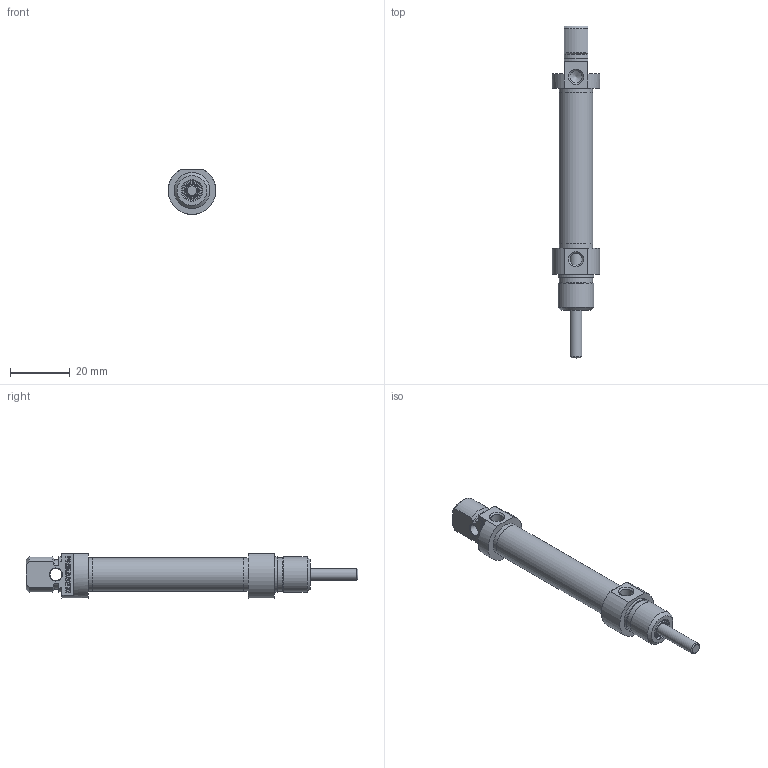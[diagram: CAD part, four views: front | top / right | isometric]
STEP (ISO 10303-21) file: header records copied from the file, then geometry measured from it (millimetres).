
FILE_DESCRIPTION( ( 'STEP AP214' ), '1' );
FILE_NAME( 'M-10-1000.stp', ' ', ( ' ' ), ( ' ' ), ' ', ' ', ' ' );
FILE_SCHEMA (('AUTOMOTIVE_DESIGN { 1 0 10303 214 3 1 1 }'));
Length unit declared in the file: centimetre
Products named in the file (1): (Unsaved)
Bounding box: 16 x 111 x 15 mm (x, y, z)
Volume: 7226.8 mm3; surface area: 7789.3 mm2
Topology: 4 solids, 4 shells, 518 faces, 1403 edges, 930 vertices
Faces by surface type: bspline 246, plane 214, cylinder 28, cone 23, torus 7
Full cylindrical faces by diameter (mm): 3 x1, 4 x2, 4.134 x2, 4.426 x1, 4.7 x1, 6.5 x1, 6.6 x1, 6.7 x1, 8.1 x1, 8.2 x1, 10 x1, 11.2 x3, 11.27 x1, 12 x2
Entity records: 18234 total; most frequent: CARTESIAN_POINT 7042, ORIENTED_EDGE 2696, DIRECTION 1478, EDGE_CURVE 1348, VERTEX_POINT 920, LINE 762, VECTOR 762, EDGE_LOOP 604
